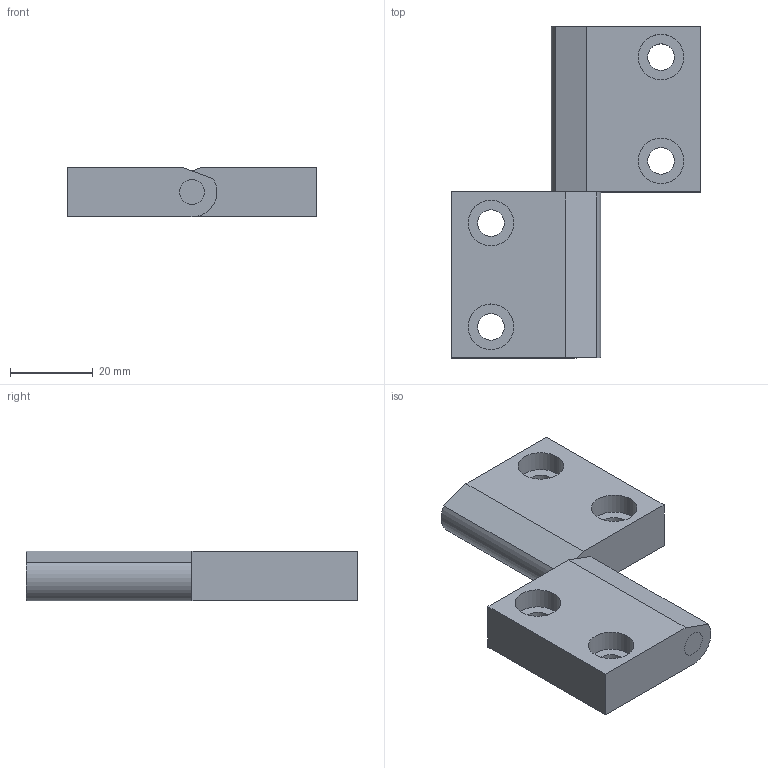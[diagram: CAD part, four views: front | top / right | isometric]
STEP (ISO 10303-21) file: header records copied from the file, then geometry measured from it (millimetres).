
FILE_DESCRIPTION(/* description */ (''),/* implementation_level */ '2;1');
FILE_NAME(/* name */ '614040.stp',/* time_stamp */ '2014-03-15T10:48:50+01:00',/* author */ ('jank'),/* organization */ ('Alutec K&K'),/* preprocessor_version */ 'ST-DEVELOPER v15.2',/* originating_system */ 'Autodesk Inventor 2014',/* authorisation */ '');
FILE_SCHEMA (('AUTOMOTIVE_DESIGN { 1 0 10303 214 3 1 1 }'));
Length unit declared in the file: millimetre
Products named in the file (1): 614040
Bounding box: 60 x 80 x 12 mm (x, y, z)
Volume: 29855.1 mm3; surface area: 12715 mm2
Topology: 3 solids, 3 shells, 132 faces, 297 edges, 199 vertices
Faces by surface type: plane 118, cylinder 13, cone 1
Full cylindrical faces by diameter (mm): 6 x3, 6.4 x4, 11 x4
Entity records: 3620 total; most frequent: DIRECTION 621, CARTESIAN_POINT 604, ORIENTED_EDGE 556, EDGE_CURVE 278, AXIS2_PLACEMENT_3D 210, LINE 201, VECTOR 201, VERTEX_POINT 193
